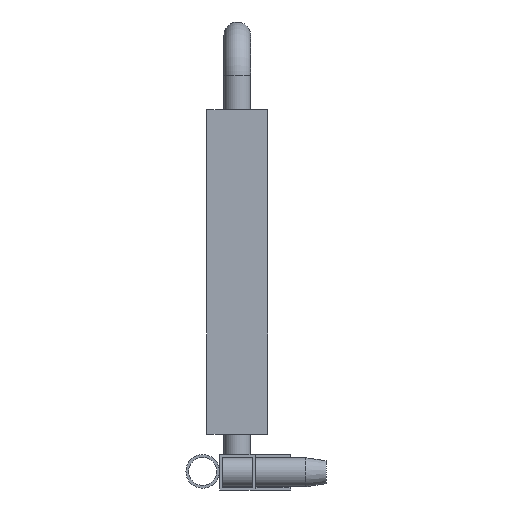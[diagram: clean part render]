
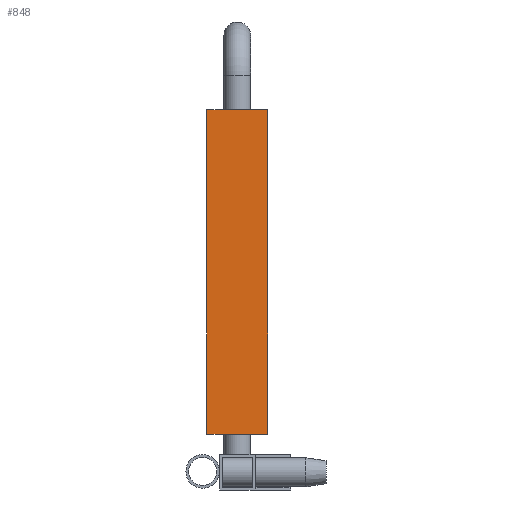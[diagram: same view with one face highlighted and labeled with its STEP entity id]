
A CAD part, front view. The second image highlights one B-rep face of the part: STEP entity #848.
In plain terms, the highlighted face is planar.
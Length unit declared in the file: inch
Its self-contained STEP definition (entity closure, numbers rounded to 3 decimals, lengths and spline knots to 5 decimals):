
#189=FACE_OUTER_BOUND('',#273,.T.);
#273=EDGE_LOOP('',(#694,#695,#696,#697));
#323=LINE('',#1430,#383);
#325=LINE('',#1434,#385);
#327=LINE('',#1438,#387);
#329=LINE('',#1441,#389);
#383=VECTOR('',#1190,16.);
#385=VECTOR('',#1194,3.);
#387=VECTOR('',#1198,16.);
#389=VECTOR('',#1202,3.);
#460=VERTEX_POINT('',#1427);
#461=VERTEX_POINT('',#1429);
#462=VERTEX_POINT('',#1433);
#463=VERTEX_POINT('',#1437);
#539=EDGE_CURVE('',#460,#461,#323,.T.);
#541=EDGE_CURVE('',#461,#462,#325,.T.);
#543=EDGE_CURVE('',#462,#463,#327,.T.);
#545=EDGE_CURVE('',#463,#460,#329,.T.);
#694=ORIENTED_EDGE('',*,*,#539,.F.);
#695=ORIENTED_EDGE('',*,*,#545,.F.);
#696=ORIENTED_EDGE('',*,*,#543,.F.);
#697=ORIENTED_EDGE('',*,*,#541,.F.);
#775=PLANE('',#996);
#848=ADVANCED_FACE('',(#189),#775,.T.);
#996=AXIS2_PLACEMENT_3D('',#1442,#1203,#1204);
#1190=DIRECTION('',(-1.,0.,0.));
#1194=DIRECTION('',(0.,0.,-1.));
#1198=DIRECTION('',(1.,0.,0.));
#1202=DIRECTION('',(0.,0.,1.));
#1203=DIRECTION('center_axis',(0.,1.,0.));
#1204=DIRECTION('ref_axis',(1.,0.,0.));
#1427=CARTESIAN_POINT('',(16.,0.25,0.));
#1429=CARTESIAN_POINT('',(0.,0.25,0.));
#1430=CARTESIAN_POINT('',(16.,0.25,0.));
#1433=CARTESIAN_POINT('',(0.,0.25,-3.));
#1434=CARTESIAN_POINT('',(0.,0.25,0.));
#1437=CARTESIAN_POINT('',(16.,0.25,-3.));
#1438=CARTESIAN_POINT('',(0.,0.25,-3.));
#1441=CARTESIAN_POINT('',(16.,0.25,-3.));
#1442=CARTESIAN_POINT('Origin',(0.,0.25,0.));
